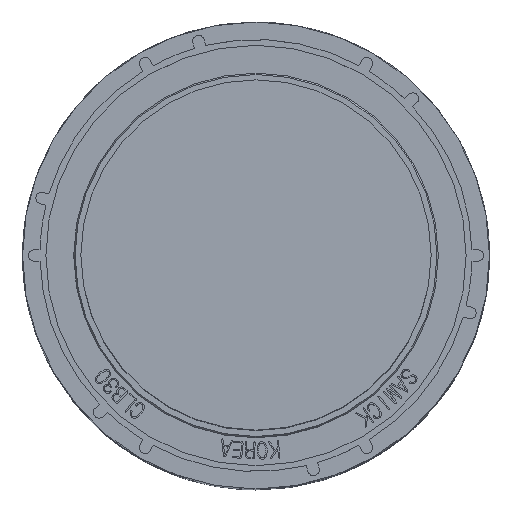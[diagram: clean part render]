
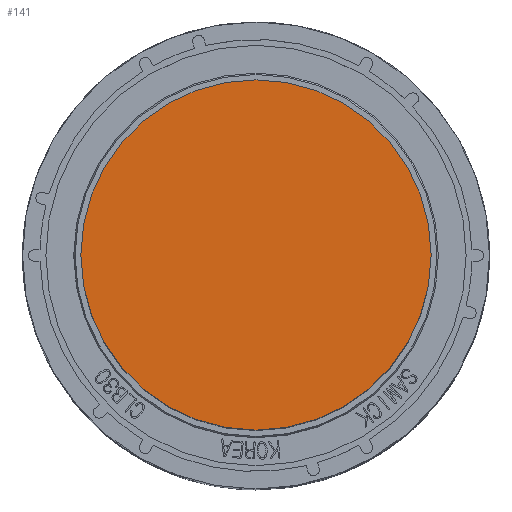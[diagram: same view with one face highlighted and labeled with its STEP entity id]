
A CAD part, top view. The second image highlights one B-rep face of the part: STEP entity #141.
In plain terms, the highlighted planar face has unit normal (0, 0, 1).
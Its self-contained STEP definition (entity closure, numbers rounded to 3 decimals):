
#101=CARTESIAN_POINT('',(15.0,0.,50.0));
#102=VERTEX_POINT('',#101);
#103=CARTESIAN_POINT('',(0.0,0.0,50.0));
#104=DIRECTION('',(0.0,0.0,-1.0));
#105=DIRECTION('',(-1.0,0.0,0.0));
#106=AXIS2_PLACEMENT_3D('',#103,#104,#105);
#107=CIRCLE('',#106,15.0);
#108=EDGE_CURVE('',#102,#102,#107,.T.);
#133=CARTESIAN_POINT('',(0.0,0.0,50.0));
#134=DIRECTION('',(0.0,0.0,-1.0));
#135=DIRECTION('',(-1.0,0.0,0.0));
#136=AXIS2_PLACEMENT_3D('',#133,#134,#135);
#137=PLANE('',#136);
#138=ORIENTED_EDGE('',*,*,#108,.F.);
#139=EDGE_LOOP('',(#138));
#140=FACE_OUTER_BOUND('',#139,.T.);
#141=ADVANCED_FACE('',(#140),#137,.F.);
